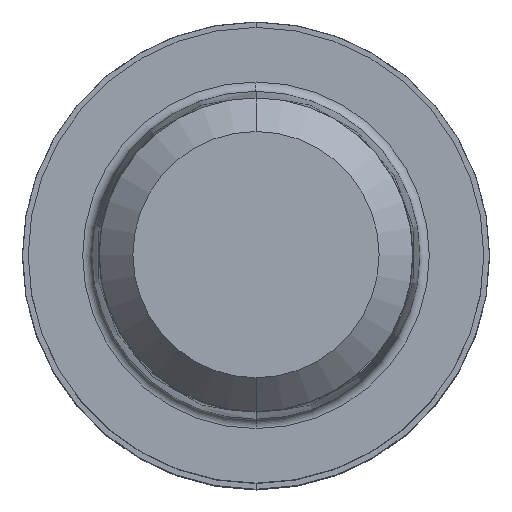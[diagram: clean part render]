
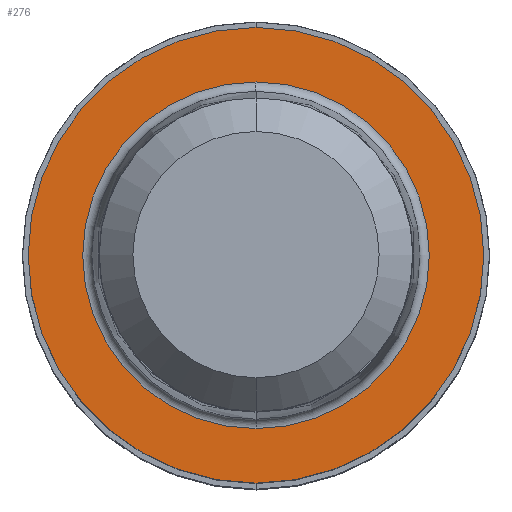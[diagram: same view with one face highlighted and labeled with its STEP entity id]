
A CAD part, top view. The second image highlights one B-rep face of the part: STEP entity #276.
In plain terms, the highlighted planar face has unit normal (0, 0, 1).
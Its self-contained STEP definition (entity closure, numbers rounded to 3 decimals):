
#170=EDGE_CURVE('',#336,#258,#459,.T.);
#188=EDGE_CURVE('',#258,#336,#481,.T.);
#194=EDGE_CURVE('',#268,#298,#489,.T.);
#258=VERTEX_POINT('',#563);
#268=VERTEX_POINT('',#575);
#276=ADVANCED_FACE('',(#584,#585),#586,.T.);
#298=VERTEX_POINT('',#610);
#336=VERTEX_POINT('',#653);
#376=EDGE_CURVE('',#298,#268,#698,.T.);
#459=CIRCLE('',#779,5.85);
#481=CIRCLE('',#806,5.85);
#489=CIRCLE('',#816,4.45);
#563=CARTESIAN_POINT('',(0.,-5.85,0.01));
#575=CARTESIAN_POINT('',(0.,-4.45,0.01));
#584=FACE_OUTER_BOUND('',#935,.T.);
#585=FACE_BOUND('',#936,.T.);
#586=PLANE('',#937);
#610=CARTESIAN_POINT('',(0.0,4.45,0.01));
#653=CARTESIAN_POINT('',(0.0,5.85,0.01));
#698=CIRCLE('',#1079,4.45);
#779=AXIS2_PLACEMENT_3D('',#1164,#1165,#1166);
#806=AXIS2_PLACEMENT_3D('',#1201,#1202,#1203);
#816=AXIS2_PLACEMENT_3D('',#1215,#1216,#1217);
#935=EDGE_LOOP('',(#1362,#1363));
#936=EDGE_LOOP('',(#1364,#1365));
#937=AXIS2_PLACEMENT_3D('',#1366,#1367,#1368);
#1079=AXIS2_PLACEMENT_3D('',#1489,#1490,#1491);
#1164=CARTESIAN_POINT('',(0.0,0.0,0.01));
#1165=DIRECTION('',(0.0,0.0,-1.0));
#1166=DIRECTION('',(0.0,1.0,0.0));
#1201=CARTESIAN_POINT('',(0.0,0.0,0.01));
#1202=DIRECTION('',(0.0,0.0,-1.0));
#1203=DIRECTION('',(0.0,1.0,0.0));
#1215=CARTESIAN_POINT('',(0.0,0.0,0.01));
#1216=DIRECTION('',(0.0,0.0,-1.0));
#1217=DIRECTION('',(0.0,1.0,0.0));
#1362=ORIENTED_EDGE('',*,*,#170,.F.);
#1363=ORIENTED_EDGE('',*,*,#188,.F.);
#1364=ORIENTED_EDGE('',*,*,#376,.T.);
#1365=ORIENTED_EDGE('',*,*,#194,.T.);
#1366=CARTESIAN_POINT('',(0.0,2.925,0.01));
#1367=DIRECTION('',(-0.0,0.0,1.0));
#1368=DIRECTION('',(0.0,-1.0,0.0));
#1489=CARTESIAN_POINT('',(0.0,0.0,0.01));
#1490=DIRECTION('',(0.0,0.0,-1.0));
#1491=DIRECTION('',(0.0,1.0,0.0));
